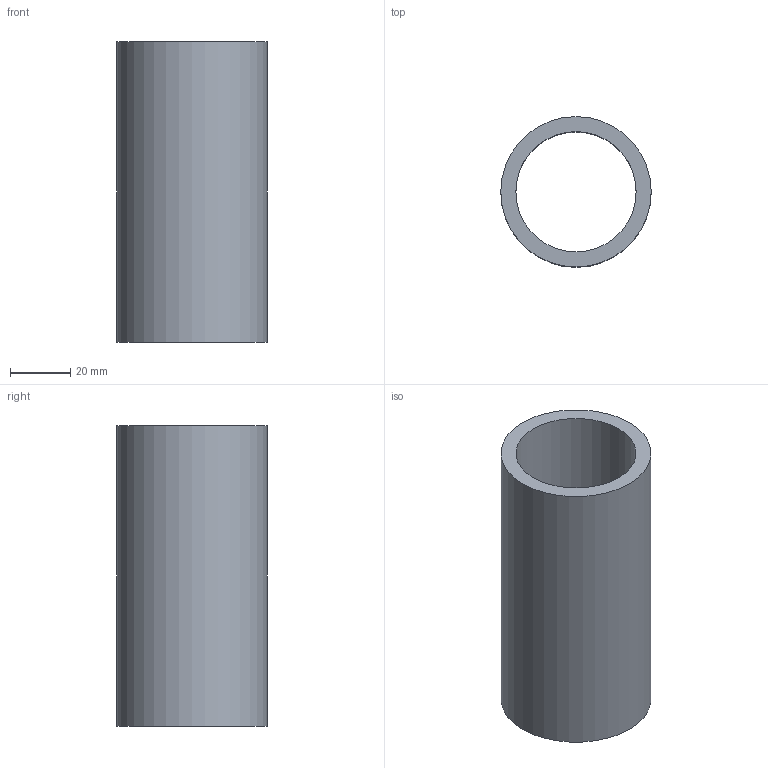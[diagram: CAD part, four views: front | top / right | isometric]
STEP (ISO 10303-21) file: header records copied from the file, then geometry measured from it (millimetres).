
FILE_DESCRIPTION(('FreeCAD Model'),'2;1');
FILE_NAME('TuboTorus.stp','2022-02-25T11:27:42',( 'FreeCAD'),('FreeCAD'),'Open CASCADE STEP processor 7.3','FreeCAD', 'Unknown');
FILE_SCHEMA(('AUTOMOTIVE_DESIGN { 1 0 10303 214 1 1 1 1 }'));
Length unit declared in the file: millimetre
Products named in the file (1): Open CASCADE STEP translator 7.3 7
Bounding box: 50 x 50 x 100 mm (x, y, z)
Volume: 69297.9 mm3; surface area: 30091.5 mm2
Topology: 1 solids, 1 shells, 4 faces, 7 edges, 4 vertices
Faces by surface type: cylinder 2, plane 1, torus 1
Full cylindrical faces by diameter (mm): 40 x1, 50 x1
Entity records: 205 total; most frequent: DIRECTION 36, CARTESIAN_POINT 30, ORIENTED_EDGE 14, PCURVE 14, DEFINITIONAL_REPRESENTATION 14, LINE 14, VECTOR 14, AXIS2_PLACEMENT_3D 10
